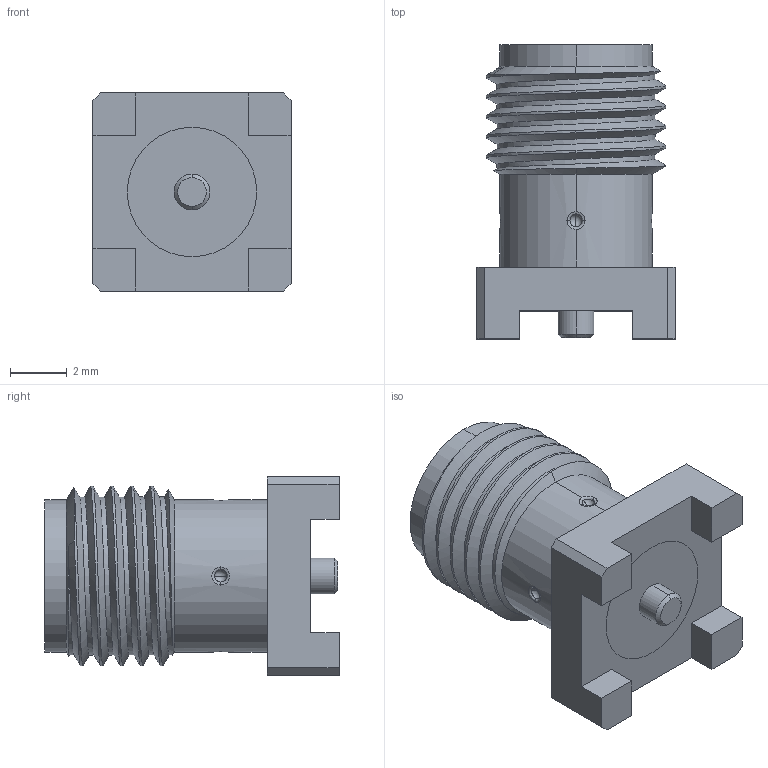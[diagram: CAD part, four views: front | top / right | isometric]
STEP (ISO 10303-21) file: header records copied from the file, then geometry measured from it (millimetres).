
FILE_DESCRIPTION (( 'STEP AP214' ), '1' );
FILE_NAME ('CONSMA001-SMD-G.STEP', '2020-10-28T17:01:15', ( '' ), ( '' ), 'SwSTEP 2.0', 'SolidWorks 2017', '' );
FILE_SCHEMA (( 'AUTOMOTIVE_DESIGN' ));
Length unit declared in the file: millimetre
Products named in the file (1): CONSMA001-SMD-G
Bounding box: 7 x 10.4 x 7 mm (x, y, z)
Volume: 239.8 mm3; surface area: 588.6 mm2
Topology: 3 solids, 3 shells, 72 faces, 190 edges, 127 vertices
Faces by surface type: plane 27, cylinder 20, bspline 11, sphere 8, cone 6
Entity records: 4236 total; most frequent: CARTESIAN_POINT 2533, ORIENTED_EDGE 380, DIRECTION 291, EDGE_CURVE 190, VERTEX_POINT 127, AXIS2_PLACEMENT_3D 102, VECTOR 87, LINE 87
